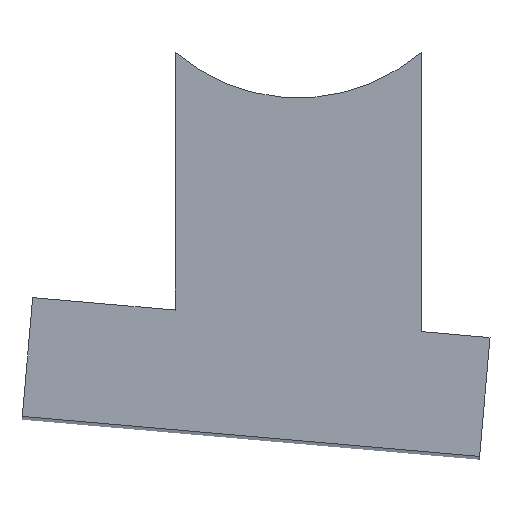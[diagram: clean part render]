
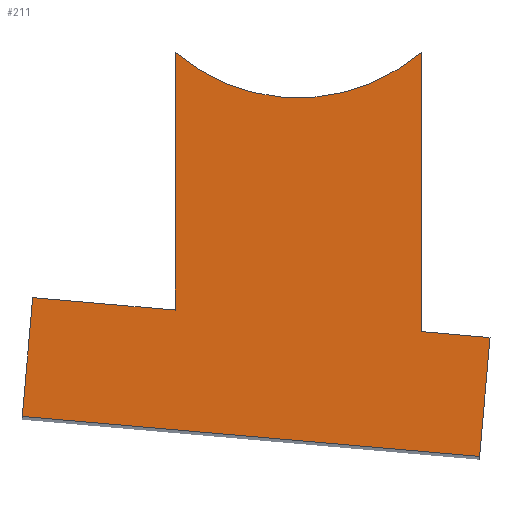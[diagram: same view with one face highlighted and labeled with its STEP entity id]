
A CAD part, left-side view. The second image highlights one B-rep face of the part: STEP entity #211.
In plain terms, the highlighted planar face has unit normal (-1, 0, 0).
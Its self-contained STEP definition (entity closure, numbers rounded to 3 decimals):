
#48=PLANE('',#243);
#57=FACE_OUTER_BOUND('',#67,.T.);
#67=EDGE_LOOP('',(#167,#168,#169,#170,#171,#172,#173,#174));
#76=LINE('',#351,#96);
#77=LINE('',#354,#97);
#80=LINE('',#360,#100);
#81=LINE('',#362,#101);
#82=LINE('',#364,#102);
#83=LINE('',#368,#103);
#84=LINE('',#369,#104);
#96=VECTOR('',#275,10.);
#97=VECTOR('',#278,10.);
#100=VECTOR('',#283,10.);
#101=VECTOR('',#284,10.);
#102=VECTOR('',#285,10.);
#103=VECTOR('',#288,10.);
#104=VECTOR('',#289,10.);
#117=CIRCLE('',#244,46.);
#120=VERTEX_POINT('',#345);
#122=VERTEX_POINT('',#349);
#123=VERTEX_POINT('',#353);
#125=VERTEX_POINT('',#359);
#126=VERTEX_POINT('',#361);
#127=VERTEX_POINT('',#363);
#128=VERTEX_POINT('',#365);
#129=VERTEX_POINT('',#367);
#138=EDGE_CURVE('',#120,#122,#76,.T.);
#139=EDGE_CURVE('',#123,#120,#77,.T.);
#142=EDGE_CURVE('',#122,#125,#80,.T.);
#143=EDGE_CURVE('',#125,#126,#81,.T.);
#144=EDGE_CURVE('',#126,#127,#82,.T.);
#145=EDGE_CURVE('',#127,#128,#117,.T.);
#146=EDGE_CURVE('',#128,#129,#83,.T.);
#147=EDGE_CURVE('',#129,#123,#84,.T.);
#167=ORIENTED_EDGE('',*,*,#138,.T.);
#168=ORIENTED_EDGE('',*,*,#142,.T.);
#169=ORIENTED_EDGE('',*,*,#143,.T.);
#170=ORIENTED_EDGE('',*,*,#144,.T.);
#171=ORIENTED_EDGE('',*,*,#145,.T.);
#172=ORIENTED_EDGE('',*,*,#146,.T.);
#173=ORIENTED_EDGE('',*,*,#147,.T.);
#174=ORIENTED_EDGE('',*,*,#139,.T.);
#211=ADVANCED_FACE('',(#57),#48,.F.);
#243=AXIS2_PLACEMENT_3D('',#358,#281,#282);
#244=AXIS2_PLACEMENT_3D('',#366,#286,#287);
#275=DIRECTION('',(0.,-0.996,-0.087));
#278=DIRECTION('',(0.,0.087,-0.996));
#281=DIRECTION('center_axis',(1.,0.,0.));
#282=DIRECTION('ref_axis',(0.,0.,-1.));
#283=DIRECTION('',(0.,-0.087,0.996));
#284=DIRECTION('',(0.,0.996,0.087));
#285=DIRECTION('',(0.,0.,1.));
#286=DIRECTION('center_axis',(1.,0.,0.));
#287=DIRECTION('ref_axis',(0.,-1.,0.));
#288=DIRECTION('',(0.,0.,-1.));
#289=DIRECTION('',(0.,0.996,0.087));
#345=CARTESIAN_POINT('',(-30.,67.289,-123.705));
#349=CARTESIAN_POINT('',(-30.,-44.285,-133.467));
#351=CARTESIAN_POINT('',(-30.,67.289,-123.705));
#353=CARTESIAN_POINT('',(-30.,64.753,-94.717));
#354=CARTESIAN_POINT('',(-30.,67.367,-124.603));
#358=CARTESIAN_POINT('Origin',(-30.,10.273,-84.618));
#359=CARTESIAN_POINT('',(-30.,-46.821,-104.478));
#360=CARTESIAN_POINT('',(-30.,-46.821,-104.478));
#361=CARTESIAN_POINT('',(-30.,-30.,-103.007));
#362=CARTESIAN_POINT('',(-30.,64.753,-94.717));
#363=CARTESIAN_POINT('',(-30.,-30.,-34.871));
#364=CARTESIAN_POINT('',(-30.,-30.,-34.871));
#365=CARTESIAN_POINT('',(-30.,30.,-34.871));
#366=CARTESIAN_POINT('Origin',(-30.,0.,0.));
#367=CARTESIAN_POINT('',(-30.,30.,-97.757));
#368=CARTESIAN_POINT('',(-30.,30.,-97.757));
#369=CARTESIAN_POINT('',(-30.,64.753,-94.717));
